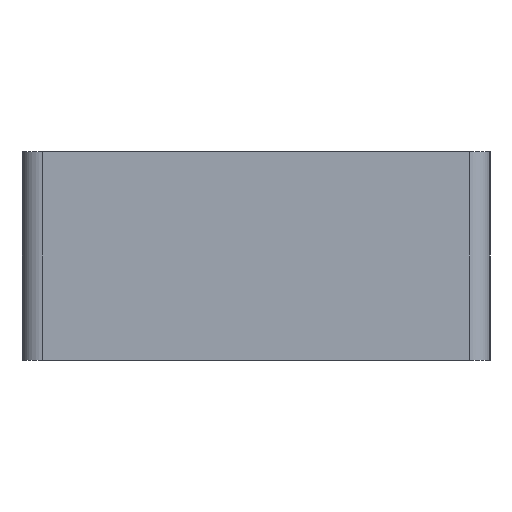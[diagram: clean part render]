
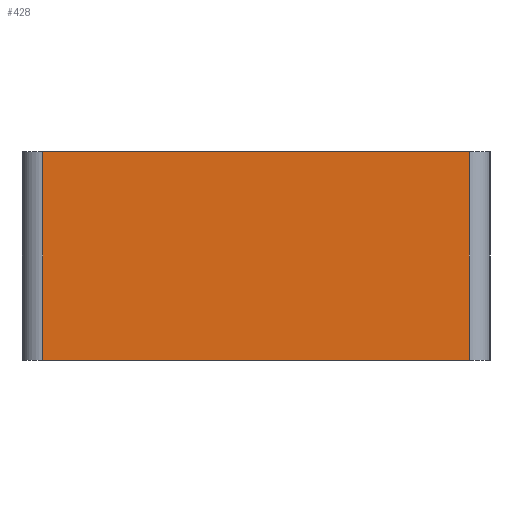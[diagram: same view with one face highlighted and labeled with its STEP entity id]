
A CAD part, left-side view. The second image highlights one B-rep face of the part: STEP entity #428.
In plain terms, the highlighted planar face has unit normal (-1, 0, 0).
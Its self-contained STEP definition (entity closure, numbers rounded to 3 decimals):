
#36=LINE('',#687,#72);
#38=LINE('',#696,#74);
#39=LINE('',#697,#75);
#40=LINE('',#698,#76);
#72=VECTOR('',#548,10.);
#74=VECTOR('',#556,10.);
#75=VECTOR('',#557,10.);
#76=VECTOR('',#558,10.);
#110=FACE_OUTER_BOUND('',#137,.T.);
#137=EDGE_LOOP('',(#303,#304,#305,#306));
#199=VERTEX_POINT('',#685);
#200=VERTEX_POINT('',#686);
#203=VERTEX_POINT('',#694);
#204=VERTEX_POINT('',#695);
#239=EDGE_CURVE('',#199,#200,#36,.T.);
#243=EDGE_CURVE('',#203,#204,#38,.T.);
#244=EDGE_CURVE('',#203,#199,#39,.T.);
#245=EDGE_CURVE('',#204,#200,#40,.T.);
#303=ORIENTED_EDGE('',*,*,#243,.F.);
#304=ORIENTED_EDGE('',*,*,#244,.T.);
#305=ORIENTED_EDGE('',*,*,#239,.T.);
#306=ORIENTED_EDGE('',*,*,#245,.F.);
#412=PLANE('',#479);
#428=ADVANCED_FACE('',(#110),#412,.T.);
#479=AXIS2_PLACEMENT_3D('',#693,#554,#555);
#548=DIRECTION('',(0.,0.,-1.));
#554=DIRECTION('center_axis',(-1.,0.,0.));
#555=DIRECTION('ref_axis',(0.,1.,0.));
#556=DIRECTION('',(0.,0.,-1.));
#557=DIRECTION('',(0.,1.,0.));
#558=DIRECTION('',(0.,1.,0.));
#685=CARTESIAN_POINT('',(-55.,102.,0.));
#686=CARTESIAN_POINT('',(-55.,102.,-50.));
#687=CARTESIAN_POINT('',(-55.,102.,0.));
#693=CARTESIAN_POINT('Origin',(-55.,0.,0.));
#694=CARTESIAN_POINT('',(-55.,0.,0.));
#695=CARTESIAN_POINT('',(-55.,0.,-50.));
#696=CARTESIAN_POINT('',(-55.,0.,0.));
#697=CARTESIAN_POINT('',(-55.,0.,0.));
#698=CARTESIAN_POINT('',(-55.,0.,-50.));
